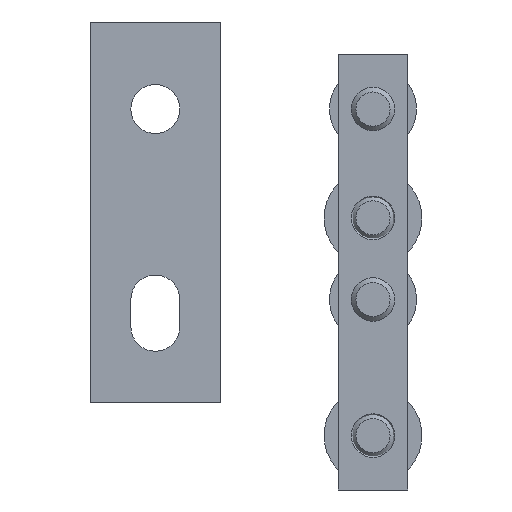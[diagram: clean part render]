
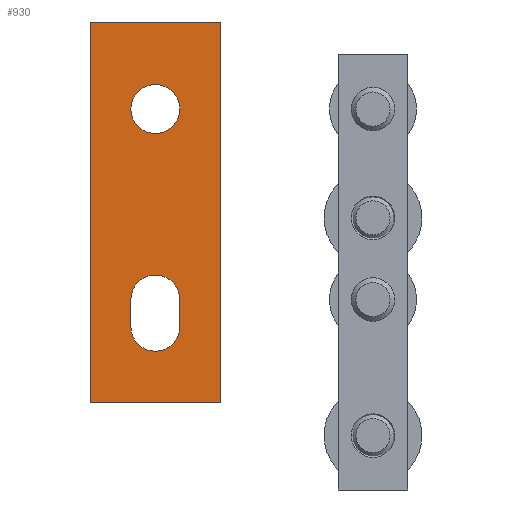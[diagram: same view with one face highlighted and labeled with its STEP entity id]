
A CAD part, front view. The second image highlights one B-rep face of the part: STEP entity #930.
In plain terms, the highlighted planar face has unit normal (0, -1, 0).
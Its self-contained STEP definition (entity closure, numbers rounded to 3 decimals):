
#158=CIRCLE('',#1123,2.25);
#159=CIRCLE('',#1124,2.25);
#160=CIRCLE('',#1125,2.25);
#334=ORIENTED_EDGE('',*,*,#452,.T.);
#335=ORIENTED_EDGE('',*,*,#453,.T.);
#336=ORIENTED_EDGE('',*,*,#454,.T.);
#337=ORIENTED_EDGE('',*,*,#455,.T.);
#338=ORIENTED_EDGE('',*,*,#456,.F.);
#339=ORIENTED_EDGE('',*,*,#435,.F.);
#340=ORIENTED_EDGE('',*,*,#445,.F.);
#341=ORIENTED_EDGE('',*,*,#442,.F.);
#342=ORIENTED_EDGE('',*,*,#439,.F.);
#435=EDGE_CURVE('',#523,#524,#561,.T.);
#439=EDGE_CURVE('',#524,#527,#565,.T.);
#442=EDGE_CURVE('',#527,#529,#568,.T.);
#445=EDGE_CURVE('',#529,#523,#571,.T.);
#452=EDGE_CURVE('',#536,#537,#575,.T.);
#453=EDGE_CURVE('',#537,#538,#158,.T.);
#454=EDGE_CURVE('',#538,#539,#576,.T.);
#455=EDGE_CURVE('',#539,#536,#159,.T.);
#456=EDGE_CURVE('',#540,#540,#160,.T.);
#523=VERTEX_POINT('',#1648);
#524=VERTEX_POINT('',#1649);
#527=VERTEX_POINT('',#1657);
#529=VERTEX_POINT('',#1663);
#536=VERTEX_POINT('',#1683);
#537=VERTEX_POINT('',#1684);
#538=VERTEX_POINT('',#1686);
#539=VERTEX_POINT('',#1688);
#540=VERTEX_POINT('',#1691);
#561=LINE('',#1647,#601);
#565=LINE('',#1656,#605);
#568=LINE('',#1662,#608);
#571=LINE('',#1668,#611);
#575=LINE('',#1682,#615);
#576=LINE('',#1687,#616);
#601=VECTOR('',#1370,1000.);
#605=VECTOR('',#1376,1000.);
#608=VECTOR('',#1381,1000.);
#611=VECTOR('',#1386,1000.);
#615=VECTOR('',#1400,1000.);
#616=VECTOR('',#1403,1000.);
#722=EDGE_LOOP('',(#334,#335,#336,#337));
#723=EDGE_LOOP('',(#338));
#724=EDGE_LOOP('',(#339,#340,#341,#342));
#832=FACE_BOUND('',#722,.T.);
#833=FACE_BOUND('',#723,.T.);
#834=FACE_BOUND('',#724,.T.);
#870=PLANE('',#1122);
#930=ADVANCED_FACE('',(#832,#833,#834),#870,.F.);
#1122=AXIS2_PLACEMENT_3D('',#1681,#1398,#1399);
#1123=AXIS2_PLACEMENT_3D('',#1685,#1401,#1402);
#1124=AXIS2_PLACEMENT_3D('',#1689,#1404,#1405);
#1125=AXIS2_PLACEMENT_3D('',#1690,#1406,#1407);
#1370=DIRECTION('',(0.,0.,1.));
#1376=DIRECTION('',(1.,0.,0.));
#1381=DIRECTION('',(0.,0.,-1.));
#1386=DIRECTION('',(-1.,0.,0.));
#1398=DIRECTION('',(0.,1.,0.));
#1399=DIRECTION('',(0.,0.,1.));
#1400=DIRECTION('',(-1.,0.,0.));
#1401=DIRECTION('',(0.,1.,0.));
#1402=DIRECTION('',(1.,0.,0.));
#1403=DIRECTION('',(1.,0.,0.));
#1404=DIRECTION('',(0.,1.,0.));
#1405=DIRECTION('',(1.,0.,0.));
#1406=DIRECTION('',(0.,-1.,0.));
#1407=DIRECTION('',(0.,0.,-1.));
#1647=CARTESIAN_POINT('',(-17.5,0.,-6.));
#1648=CARTESIAN_POINT('',(-17.5,0.,-6.));
#1649=CARTESIAN_POINT('',(-17.5,0.,6.));
#1656=CARTESIAN_POINT('',(-17.5,0.,6.));
#1657=CARTESIAN_POINT('',(17.5,0.,6.));
#1662=CARTESIAN_POINT('',(17.5,0.,6.));
#1663=CARTESIAN_POINT('',(17.5,0.,-6.));
#1668=CARTESIAN_POINT('',(17.5,0.,-6.));
#1681=CARTESIAN_POINT('',(0.,0.,0.));
#1682=CARTESIAN_POINT('',(-8.,0.,-2.25));
#1683=CARTESIAN_POINT('',(-8.,0.,-2.25));
#1684=CARTESIAN_POINT('',(-10.5,0.,-2.25));
#1685=CARTESIAN_POINT('',(-10.5,0.,0.));
#1686=CARTESIAN_POINT('',(-10.5,0.,2.25));
#1687=CARTESIAN_POINT('',(-10.5,0.,2.25));
#1688=CARTESIAN_POINT('',(-8.,0.,2.25));
#1689=CARTESIAN_POINT('',(-8.,0.,0.));
#1690=CARTESIAN_POINT('',(9.5,0.,0.));
#1691=CARTESIAN_POINT('',(9.5,0.,-2.25));
